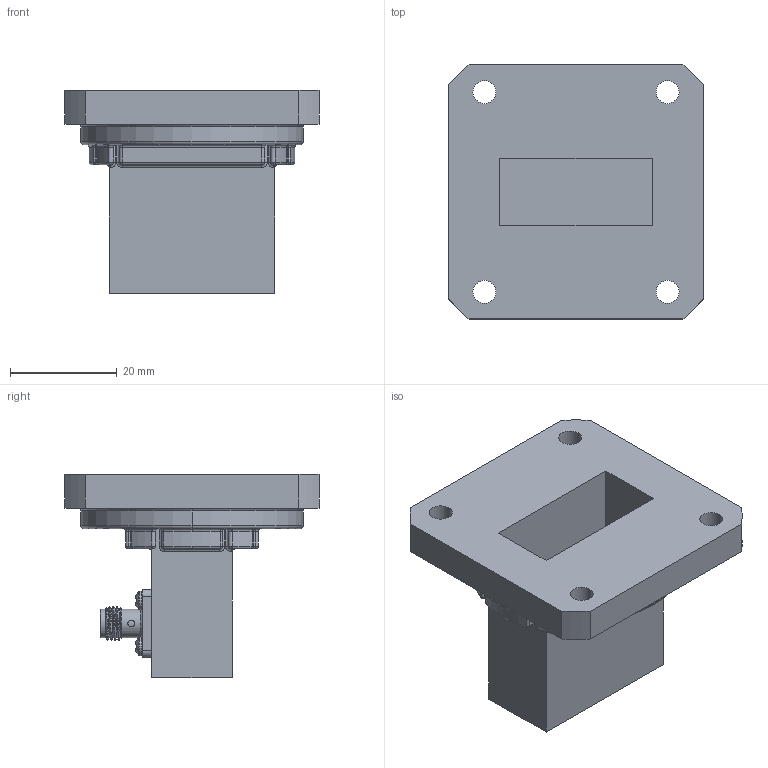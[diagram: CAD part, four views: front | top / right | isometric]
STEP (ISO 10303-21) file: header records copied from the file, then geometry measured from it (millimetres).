
FILE_DESCRIPTION (( 'STEP AP214' ), '1' );
FILE_NAME ('FMWCA1040_3D.step', '2024-01-16T15:45:50', ( '' ), ( '' ), 'SwSTEP 2.0', 'SolidWorks 2022', '' );
FILE_SCHEMA (( 'AUTOMOTIVE_DESIGN' ));
Length unit declared in the file: inch
Products named in the file (4): FMWCA1040_3D; SMA FEMALE^FMWCA1040_3D(2)_FMWCA1040; PEWCA1040^FMWCA1040_3D(2)_FMWCA1040; FMWCA1040_3D(2)^FMWCA1040
Assembly tree (3 placements, depth 3):
  FMWCA1040_3D
    FMWCA1040_3D(2)^FMWCA1040
      PEWCA1040^FMWCA1040_3D(2)_FMWCA1040
      SMA FEMALE^FMWCA1040_3D(2)_FMWCA1040
Bounding box: 47.62 x 47.62 x 38.1 mm (x, y, z)
Volume: 21310.1 mm3; surface area: 12927.7 mm2
Topology: 11 solids, 11 shells, 445 faces, 1105 edges, 679 vertices
Faces by surface type: cylinder 178, plane 136, torus 52, cone 32, bspline 27, sphere 20
Entity records: 20147 total; most frequent: CARTESIAN_POINT 9800, ORIENTED_EDGE 2178, DIRECTION 2088, EDGE_CURVE 1089, AXIS2_PLACEMENT_3D 832, VERTEX_POINT 679, EDGE_LOOP 478, FACE_OUTER_BOUND 445
